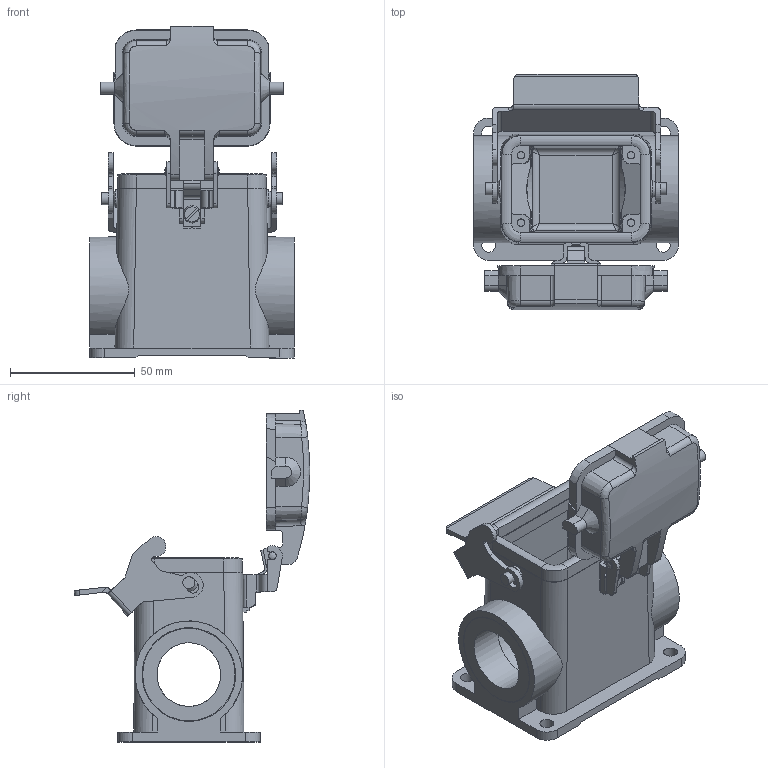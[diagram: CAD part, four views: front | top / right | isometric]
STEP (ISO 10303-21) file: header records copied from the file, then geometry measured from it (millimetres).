
FILE_DESCRIPTION((''),'2;1');
FILE_NAME('04300062263.stp','2020-07-07T15:16:58',('e.eickhoff'),(''),'Autodesk Inventor 2012','Autodesk Inventor 2012','');
FILE_SCHEMA(('AUTOMOTIVE_DESIGN { 1 0 10303 214 1 1 1 1 }'));
Length unit declared in the file: millimetre
Products named in the file (4): 04300062263; Metallbügel 1; M25-PG29 Adapter
Assembly tree (4 placements, depth 2):
  04300062263
    04300062263
    Metallbügel 1
    M25-PG29 Adapter  x2
Bounding box: 82 x 94.29 x 132.94 mm (x, y, z)
Volume: 118714.7 mm3; surface area: 66047.2 mm2
Topology: 6 solids, 6 shells, 442 faces, 1184 edges, 759 vertices
Faces by surface type: plane 236, cylinder 142, bspline 29, cone 19, torus 10, sphere 6
Full cylindrical faces by diameter (mm): 3 x6, 3.05 x1, 4.8 x2, 5.6 x4, 7 x3, 25.5 x2, 34 x2, 37 x2, 37.5 x2
Entity records: 14490 total; most frequent: CARTESIAN_POINT 3365, DIRECTION 2269, ORIENTED_EDGE 2260, EDGE_CURVE 1130, AXIS2_PLACEMENT_3D 782, VERTEX_POINT 738, VECTOR 705, LINE 705
